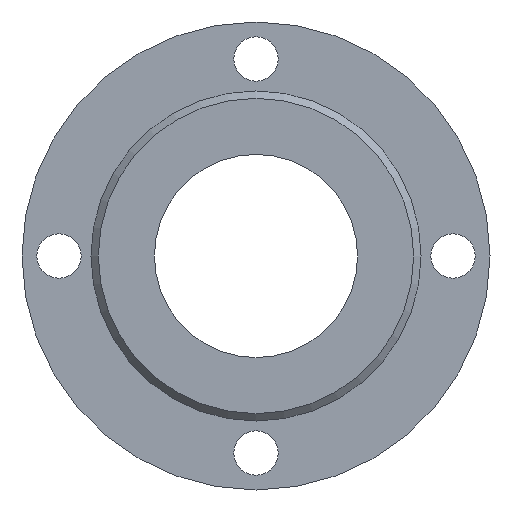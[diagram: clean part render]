
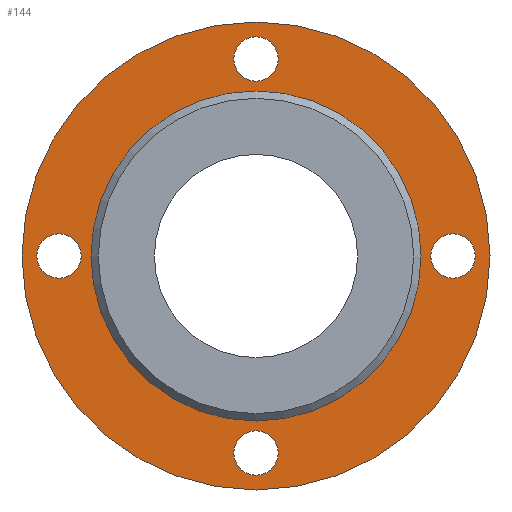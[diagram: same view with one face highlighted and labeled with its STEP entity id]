
A CAD part, front view. The second image highlights one B-rep face of the part: STEP entity #144.
In plain terms, the highlighted planar face has unit normal (0, -1, 0).
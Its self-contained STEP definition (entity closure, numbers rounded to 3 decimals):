
#31 = CONICAL_SURFACE('',#32,64.,0.785);
#32 = AXIS2_PLACEMENT_3D('',#33,#34,#35);
#33 = CARTESIAN_POINT('',(0.,0.,
    0.));
#34 = DIRECTION('',(0.,1.,0.));
#35 = DIRECTION('',(0.,0.,1.));
#56 = VERTEX_POINT('',#57);
#57 = CARTESIAN_POINT('',(0.,3.,67.));
#78 = EDGE_CURVE('',#56,#56,#79,.T.);
#79 = SURFACE_CURVE('',#80,(#85,#92),.PCURVE_S1.);
#80 = CIRCLE('',#81,67.);
#81 = AXIS2_PLACEMENT_3D('',#82,#83,#84);
#82 = CARTESIAN_POINT('',(0.,3.,0.));
#83 = DIRECTION('',(0.,1.,0.));
#84 = DIRECTION('',(0.,0.,1.));
#85 = PCURVE('',#31,#86);
#86 = DEFINITIONAL_REPRESENTATION('',(#87),#91);
#87 = LINE('',#88,#89);
#88 = CARTESIAN_POINT('',(0.,3.));
#89 = VECTOR('',#90,1.);
#90 = DIRECTION('',(1.,0.));
#91 = ( GEOMETRIC_REPRESENTATION_CONTEXT(2) 
PARAMETRIC_REPRESENTATION_CONTEXT() REPRESENTATION_CONTEXT('2D SPACE',''
  ) );
#92 = PCURVE('',#93,#98);
#93 = PLANE('',#94);
#94 = AXIS2_PLACEMENT_3D('',#95,#96,#97);
#95 = CARTESIAN_POINT('',(0.,3.,0.));
#96 = DIRECTION('',(0.,-1.,0.));
#97 = DIRECTION('',(0.,0.,-1.));
#98 = DEFINITIONAL_REPRESENTATION('',(#99),#107);
#99 = ( BOUNDED_CURVE() B_SPLINE_CURVE(2,(#100,#101,#102,#103,#104,#105,
#106),.UNSPECIFIED.,.T.,.F.) B_SPLINE_CURVE_WITH_KNOTS((1,2,2,2,2,1),(
    -2.094,0.,2.094,4.189,6.283,
8.378),.UNSPECIFIED.) CURVE() GEOMETRIC_REPRESENTATION_ITEM() 
RATIONAL_B_SPLINE_CURVE((1.,0.5,1.,0.5,1.,0.5,1.)) REPRESENTATION_ITEM(
  '') );
#100 = CARTESIAN_POINT('',(-67.,0.));
#101 = CARTESIAN_POINT('',(-67.,116.047));
#102 = CARTESIAN_POINT('',(33.5,58.024));
#103 = CARTESIAN_POINT('',(134.,0.));
#104 = CARTESIAN_POINT('',(33.5,-58.024));
#105 = CARTESIAN_POINT('',(-67.,-116.047));
#106 = CARTESIAN_POINT('',(-67.,0.));
#107 = ( GEOMETRIC_REPRESENTATION_CONTEXT(2) 
PARAMETRIC_REPRESENTATION_CONTEXT() REPRESENTATION_CONTEXT('2D SPACE',''
  ) );
#144 = ADVANCED_FACE('',(#145,#180,#211,#242,#273,#276),#93,.T.);
#145 = FACE_BOUND('',#146,.T.);
#146 = EDGE_LOOP('',(#147));
#147 = ORIENTED_EDGE('',*,*,#148,.F.);
#148 = EDGE_CURVE('',#149,#149,#151,.T.);
#149 = VERTEX_POINT('',#150);
#150 = CARTESIAN_POINT('',(0.,3.,95.));
#151 = SURFACE_CURVE('',#152,(#157,#168),.PCURVE_S1.);
#152 = CIRCLE('',#153,95.);
#153 = AXIS2_PLACEMENT_3D('',#154,#155,#156);
#154 = CARTESIAN_POINT('',(0.,3.,0.));
#155 = DIRECTION('',(0.,1.,0.));
#156 = DIRECTION('',(0.,0.,1.));
#157 = PCURVE('',#93,#158);
#158 = DEFINITIONAL_REPRESENTATION('',(#159),#167);
#159 = ( BOUNDED_CURVE() B_SPLINE_CURVE(2,(#160,#161,#162,#163,#164,#165
,#166),.UNSPECIFIED.,.T.,.F.) B_SPLINE_CURVE_WITH_KNOTS((1,2,2,2,2,1),(
    -2.094,0.,2.094,4.189,6.283,
8.378),.UNSPECIFIED.) CURVE() GEOMETRIC_REPRESENTATION_ITEM() 
RATIONAL_B_SPLINE_CURVE((1.,0.5,1.,0.5,1.,0.5,1.)) REPRESENTATION_ITEM(
  '') );
#160 = CARTESIAN_POINT('',(-95.,0.));
#161 = CARTESIAN_POINT('',(-95.,164.545));
#162 = CARTESIAN_POINT('',(47.5,82.272));
#163 = CARTESIAN_POINT('',(190.,0.));
#164 = CARTESIAN_POINT('',(47.5,-82.272));
#165 = CARTESIAN_POINT('',(-95.,-164.545));
#166 = CARTESIAN_POINT('',(-95.,0.));
#167 = ( GEOMETRIC_REPRESENTATION_CONTEXT(2) 
PARAMETRIC_REPRESENTATION_CONTEXT() REPRESENTATION_CONTEXT('2D SPACE',''
  ) );
#168 = PCURVE('',#169,#174);
#169 = CYLINDRICAL_SURFACE('',#170,95.);
#170 = AXIS2_PLACEMENT_3D('',#171,#172,#173);
#171 = CARTESIAN_POINT('',(0.,3.,0.));
#172 = DIRECTION('',(0.,1.,0.));
#173 = DIRECTION('',(0.,0.,1.));
#174 = DEFINITIONAL_REPRESENTATION('',(#175),#179);
#175 = LINE('',#176,#177);
#176 = CARTESIAN_POINT('',(0.,0.));
#177 = VECTOR('',#178,1.);
#178 = DIRECTION('',(1.,0.));
#179 = ( GEOMETRIC_REPRESENTATION_CONTEXT(2) 
PARAMETRIC_REPRESENTATION_CONTEXT() REPRESENTATION_CONTEXT('2D SPACE',''
  ) );
#180 = FACE_BOUND('',#181,.T.);
#181 = EDGE_LOOP('',(#182));
#182 = ORIENTED_EDGE('',*,*,#183,.F.);
#183 = EDGE_CURVE('',#184,#184,#186,.T.);
#184 = VERTEX_POINT('',#185);
#185 = CARTESIAN_POINT('',(-80.,3.,9.));
#186 = SURFACE_CURVE('',#187,(#192,#199),.PCURVE_S1.);
#187 = CIRCLE('',#188,9.);
#188 = AXIS2_PLACEMENT_3D('',#189,#190,#191);
#189 = CARTESIAN_POINT('',(-80.,3.,0.));
#190 = DIRECTION('',(0.,-1.,0.));
#191 = DIRECTION('',(0.,0.,1.));
#192 = PCURVE('',#93,#193);
#193 = DEFINITIONAL_REPRESENTATION('',(#194),#198);
#194 = CIRCLE('',#195,9.);
#195 = AXIS2_PLACEMENT_2D('',#196,#197);
#196 = CARTESIAN_POINT('',(0.,-80.));
#197 = DIRECTION('',(-1.,0.));
#198 = ( GEOMETRIC_REPRESENTATION_CONTEXT(2) 
PARAMETRIC_REPRESENTATION_CONTEXT() REPRESENTATION_CONTEXT('2D SPACE',''
  ) );
#199 = PCURVE('',#200,#205);
#200 = CYLINDRICAL_SURFACE('',#201,9.);
#201 = AXIS2_PLACEMENT_3D('',#202,#203,#204);
#202 = CARTESIAN_POINT('',(-80.,0.,0.));
#203 = DIRECTION('',(0.,-1.,0.));
#204 = DIRECTION('',(0.,0.,1.));
#205 = DEFINITIONAL_REPRESENTATION('',(#206),#210);
#206 = LINE('',#207,#208);
#207 = CARTESIAN_POINT('',(0.,-3.));
#208 = VECTOR('',#209,1.);
#209 = DIRECTION('',(1.,0.));
#210 = ( GEOMETRIC_REPRESENTATION_CONTEXT(2) 
PARAMETRIC_REPRESENTATION_CONTEXT() REPRESENTATION_CONTEXT('2D SPACE',''
  ) );
#211 = FACE_BOUND('',#212,.T.);
#212 = EDGE_LOOP('',(#213));
#213 = ORIENTED_EDGE('',*,*,#214,.F.);
#214 = EDGE_CURVE('',#215,#215,#217,.T.);
#215 = VERTEX_POINT('',#216);
#216 = CARTESIAN_POINT('',(-9.,3.,-80.));
#217 = SURFACE_CURVE('',#218,(#223,#230),.PCURVE_S1.);
#218 = CIRCLE('',#219,9.);
#219 = AXIS2_PLACEMENT_3D('',#220,#221,#222);
#220 = CARTESIAN_POINT('',(0.,3.,-80.));
#221 = DIRECTION('',(0.,-1.,0.));
#222 = DIRECTION('',(-1.,0.,0.));
#223 = PCURVE('',#93,#224);
#224 = DEFINITIONAL_REPRESENTATION('',(#225),#229);
#225 = CIRCLE('',#226,9.);
#226 = AXIS2_PLACEMENT_2D('',#227,#228);
#227 = CARTESIAN_POINT('',(80.,0.));
#228 = DIRECTION('',(0.,-1.));
#229 = ( GEOMETRIC_REPRESENTATION_CONTEXT(2) 
PARAMETRIC_REPRESENTATION_CONTEXT() REPRESENTATION_CONTEXT('2D SPACE',''
  ) );
#230 = PCURVE('',#231,#236);
#231 = CYLINDRICAL_SURFACE('',#232,9.);
#232 = AXIS2_PLACEMENT_3D('',#233,#234,#235);
#233 = CARTESIAN_POINT('',(0.,0.,-80.));
#234 = DIRECTION('',(0.,-1.,0.));
#235 = DIRECTION('',(-1.,0.,0.));
#236 = DEFINITIONAL_REPRESENTATION('',(#237),#241);
#237 = LINE('',#238,#239);
#238 = CARTESIAN_POINT('',(0.,-3.));
#239 = VECTOR('',#240,1.);
#240 = DIRECTION('',(1.,0.));
#241 = ( GEOMETRIC_REPRESENTATION_CONTEXT(2) 
PARAMETRIC_REPRESENTATION_CONTEXT() REPRESENTATION_CONTEXT('2D SPACE',''
  ) );
#242 = FACE_BOUND('',#243,.T.);
#243 = EDGE_LOOP('',(#244));
#244 = ORIENTED_EDGE('',*,*,#245,.F.);
#245 = EDGE_CURVE('',#246,#246,#248,.T.);
#246 = VERTEX_POINT('',#247);
#247 = CARTESIAN_POINT('',(9.,3.,80.));
#248 = SURFACE_CURVE('',#249,(#254,#261),.PCURVE_S1.);
#249 = CIRCLE('',#250,9.);
#250 = AXIS2_PLACEMENT_3D('',#251,#252,#253);
#251 = CARTESIAN_POINT('',(0.,3.,80.));
#252 = DIRECTION('',(0.,-1.,0.));
#253 = DIRECTION('',(1.,0.,0.));
#254 = PCURVE('',#93,#255);
#255 = DEFINITIONAL_REPRESENTATION('',(#256),#260);
#256 = CIRCLE('',#257,9.);
#257 = AXIS2_PLACEMENT_2D('',#258,#259);
#258 = CARTESIAN_POINT('',(-80.,0.));
#259 = DIRECTION('',(0.,1.));
#260 = ( GEOMETRIC_REPRESENTATION_CONTEXT(2) 
PARAMETRIC_REPRESENTATION_CONTEXT() REPRESENTATION_CONTEXT('2D SPACE',''
  ) );
#261 = PCURVE('',#262,#267);
#262 = CYLINDRICAL_SURFACE('',#263,9.);
#263 = AXIS2_PLACEMENT_3D('',#264,#265,#266);
#264 = CARTESIAN_POINT('',(0.,0.,80.));
#265 = DIRECTION('',(0.,-1.,0.));
#266 = DIRECTION('',(1.,0.,0.));
#267 = DEFINITIONAL_REPRESENTATION('',(#268),#272);
#268 = LINE('',#269,#270);
#269 = CARTESIAN_POINT('',(0.,-3.));
#270 = VECTOR('',#271,1.);
#271 = DIRECTION('',(1.,0.));
#272 = ( GEOMETRIC_REPRESENTATION_CONTEXT(2) 
PARAMETRIC_REPRESENTATION_CONTEXT() REPRESENTATION_CONTEXT('2D SPACE',''
  ) );
#273 = FACE_BOUND('',#274,.T.);
#274 = EDGE_LOOP('',(#275));
#275 = ORIENTED_EDGE('',*,*,#78,.T.);
#276 = FACE_BOUND('',#277,.T.);
#277 = EDGE_LOOP('',(#278));
#278 = ORIENTED_EDGE('',*,*,#279,.F.);
#279 = EDGE_CURVE('',#280,#280,#282,.T.);
#280 = VERTEX_POINT('',#281);
#281 = CARTESIAN_POINT('',(80.,3.,-9.));
#282 = SURFACE_CURVE('',#283,(#288,#295),.PCURVE_S1.);
#283 = CIRCLE('',#284,9.);
#284 = AXIS2_PLACEMENT_3D('',#285,#286,#287);
#285 = CARTESIAN_POINT('',(80.,3.,0.));
#286 = DIRECTION('',(0.,-1.,0.));
#287 = DIRECTION('',(0.,0.,-1.));
#288 = PCURVE('',#93,#289);
#289 = DEFINITIONAL_REPRESENTATION('',(#290),#294);
#290 = CIRCLE('',#291,9.);
#291 = AXIS2_PLACEMENT_2D('',#292,#293);
#292 = CARTESIAN_POINT('',(0.,80.));
#293 = DIRECTION('',(1.,0.));
#294 = ( GEOMETRIC_REPRESENTATION_CONTEXT(2) 
PARAMETRIC_REPRESENTATION_CONTEXT() REPRESENTATION_CONTEXT('2D SPACE',''
  ) );
#295 = PCURVE('',#296,#301);
#296 = CYLINDRICAL_SURFACE('',#297,9.);
#297 = AXIS2_PLACEMENT_3D('',#298,#299,#300);
#298 = CARTESIAN_POINT('',(80.,0.,0.));
#299 = DIRECTION('',(0.,-1.,0.));
#300 = DIRECTION('',(0.,0.,-1.));
#301 = DEFINITIONAL_REPRESENTATION('',(#302),#306);
#302 = LINE('',#303,#304);
#303 = CARTESIAN_POINT('',(0.,-3.));
#304 = VECTOR('',#305,1.);
#305 = DIRECTION('',(1.,0.));
#306 = ( GEOMETRIC_REPRESENTATION_CONTEXT(2) 
PARAMETRIC_REPRESENTATION_CONTEXT() REPRESENTATION_CONTEXT('2D SPACE',''
  ) );
